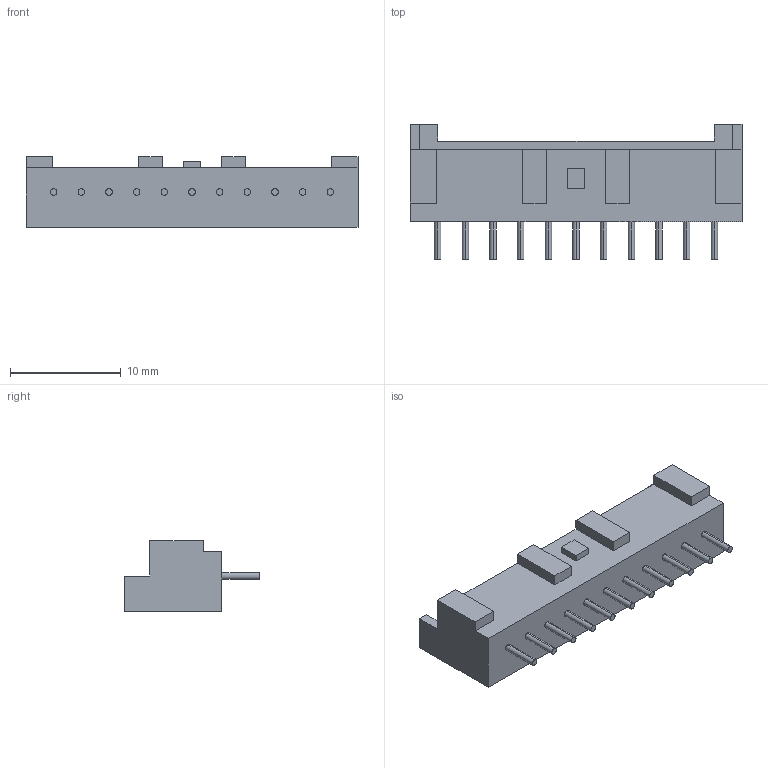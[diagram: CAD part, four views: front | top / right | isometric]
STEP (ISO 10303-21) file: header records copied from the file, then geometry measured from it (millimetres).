
FILE_DESCRIPTION (( 'STEP AP214' ), '1' );
FILE_NAME ('B11B-XASK-1.STEP', '2010-06-11T05:03:15', ( ' ' ), ( '' ), 'SwSTEP 2.0', 'SolidWorks 2009', '' );
FILE_SCHEMA (( 'AUTOMOTIVE_DESIGN' ));
Length unit declared in the file: millimetre
Products named in the file (1): B11B-XASK-1
Bounding box: 30 x 12.2 x 6.4 mm (x, y, z)
Volume: 638.2 mm3; surface area: 1345.9 mm2
Topology: 1 solids, 1 shells, 107 faces, 246 edges, 164 vertices
Faces by surface type: plane 63, cylinder 44
Entity records: 4259 total; most frequent: DIRECTION 550, CARTESIAN_POINT 518, ORIENTED_EDGE 492, EDGE_CURVE 246, AXIS2_PLACEMENT_3D 196, VERTEX_POINT 164, VECTOR 158, LINE 158
